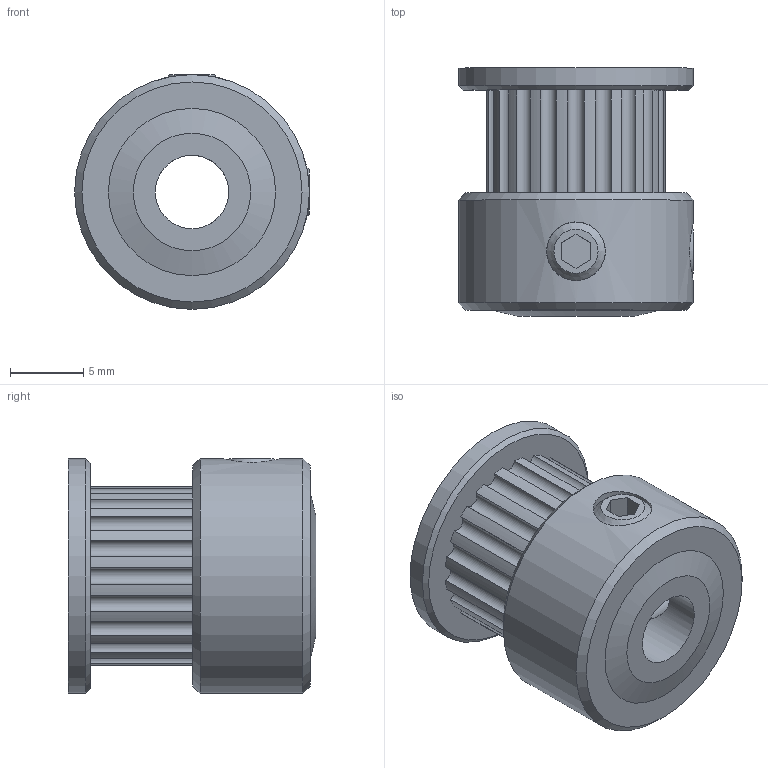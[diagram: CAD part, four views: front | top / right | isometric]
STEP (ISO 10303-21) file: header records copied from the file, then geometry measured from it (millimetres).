
FILE_DESCRIPTION(('FreeCAD Model'),'2;1');
FILE_NAME('Open CASCADE Shape Model','2023-04-07T19:48:05',(''),(''), 'Open CASCADE STEP processor 7.6','FreeCAD','Unknown');
FILE_SCHEMA(('AUTOMOTIVE_DESIGN { 1 0 10303 214 1 1 1 1 }'));
Length unit declared in the file: millimetre
Products named in the file (4): _0_Tooth_Gt2_Pulley; Main Body; Set Screw 2; Set Screw 1
Assembly tree (3 placements, depth 2):
  _0_Tooth_Gt2_Pulley
    Main Body
    Set Screw 2
    Set Screw 1
Bounding box: 16 x 16.9 x 16 mm (x, y, z)
Volume: 2248.2 mm3; surface area: 1867.7 mm2
Topology: 3 solids, 3 shells, 82 faces, 209 edges, 137 vertices
Faces by surface type: cylinder 47, plane 25, cone 10
Full cylindrical faces by diameter (mm): 4 x4, 5 x1, 16 x2
Entity records: 6852 total; most frequent: CARTESIAN_POINT 2172, DIRECTION 793, ORIENTED_EDGE 418, PCURVE 418, DEFINITIONAL_REPRESENTATION 418, LINE 315, VECTOR 315, EDGE_CURVE 209
